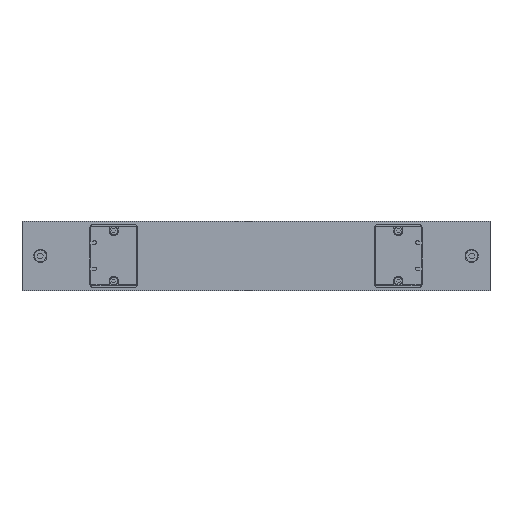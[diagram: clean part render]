
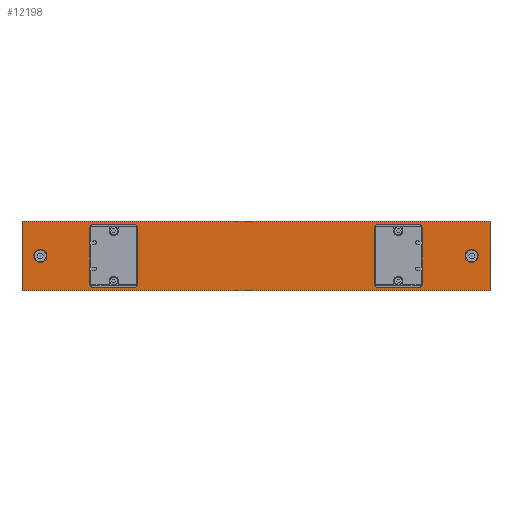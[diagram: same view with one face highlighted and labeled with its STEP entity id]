
A CAD part, top view. The second image highlights one B-rep face of the part: STEP entity #12198.
In plain terms, the highlighted planar face has unit normal (0, 0, 1).
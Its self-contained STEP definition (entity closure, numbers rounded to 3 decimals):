
#105=LINE('',#18140,#1128);
#109=LINE('',#18152,#1132);
#113=LINE('',#18164,#1136);
#117=LINE('',#18176,#1140);
#124=LINE('',#18203,#1147);
#128=LINE('',#18215,#1151);
#132=LINE('',#18227,#1155);
#136=LINE('',#18239,#1159);
#150=LINE('',#18270,#1173);
#152=LINE('',#18274,#1175);
#153=LINE('',#18276,#1176);
#154=LINE('',#18277,#1177);
#1128=VECTOR('',#14439,2.441);
#1132=VECTOR('',#14451,1.811);
#1136=VECTOR('',#14463,2.441);
#1140=VECTOR('',#14475,1.811);
#1147=VECTOR('',#14506,2.441);
#1151=VECTOR('',#14518,1.811);
#1155=VECTOR('',#14530,2.441);
#1159=VECTOR('',#14542,1.811);
#1173=VECTOR('',#14574,20.079);
#1175=VECTOR('',#14578,3.);
#1176=VECTOR('',#14579,20.079);
#1177=VECTOR('',#14580,3.);
#2249=PLANE('',#13152);
#2742=FACE_BOUND('',#3966,.T.);
#2743=FACE_BOUND('',#3967,.T.);
#2744=FACE_BOUND('',#3968,.T.);
#2745=FACE_BOUND('',#3969,.T.);
#3134=FACE_OUTER_BOUND('',#3965,.T.);
#3965=EDGE_LOOP('',(#8263,#8264,#8265,#8266));
#3966=EDGE_LOOP('',(#8267));
#3967=EDGE_LOOP('',(#8268));
#3968=EDGE_LOOP('',(#8269,#8270,#8271,#8272,#8273,#8274,#8275,#8276));
#3969=EDGE_LOOP('',(#8277,#8278,#8279,#8280,#8281,#8282,#8283,#8284));
#5083=CIRCLE('',#13075,0.281);
#5093=CIRCLE('',#13092,0.281);
#5101=CIRCLE('',#13109,0.118);
#5103=CIRCLE('',#13113,0.118);
#5105=CIRCLE('',#13117,0.118);
#5107=CIRCLE('',#13121,0.118);
#5111=CIRCLE('',#13133,0.118);
#5113=CIRCLE('',#13137,0.118);
#5115=CIRCLE('',#13141,0.118);
#5117=CIRCLE('',#13145,0.118);
#5485=VERTEX_POINT('',#17943);
#5495=VERTEX_POINT('',#17970);
#5516=VERTEX_POINT('',#18137);
#5517=VERTEX_POINT('',#18139);
#5519=VERTEX_POINT('',#18145);
#5521=VERTEX_POINT('',#18151);
#5523=VERTEX_POINT('',#18157);
#5525=VERTEX_POINT('',#18163);
#5527=VERTEX_POINT('',#18169);
#5529=VERTEX_POINT('',#18175);
#5536=VERTEX_POINT('',#18200);
#5537=VERTEX_POINT('',#18202);
#5539=VERTEX_POINT('',#18208);
#5541=VERTEX_POINT('',#18214);
#5543=VERTEX_POINT('',#18220);
#5545=VERTEX_POINT('',#18226);
#5547=VERTEX_POINT('',#18232);
#5549=VERTEX_POINT('',#18238);
#5556=VERTEX_POINT('',#18267);
#5557=VERTEX_POINT('',#18269);
#5558=VERTEX_POINT('',#18273);
#5559=VERTEX_POINT('',#18275);
#6581=EDGE_CURVE('',#5485,#5485,#5083,.T.);
#6591=EDGE_CURVE('',#5495,#5495,#5093,.T.);
#6614=EDGE_CURVE('',#5517,#5516,#105,.T.);
#6617=EDGE_CURVE('',#5519,#5517,#5101,.T.);
#6620=EDGE_CURVE('',#5521,#5519,#109,.T.);
#6623=EDGE_CURVE('',#5523,#5521,#5103,.T.);
#6626=EDGE_CURVE('',#5525,#5523,#113,.T.);
#6629=EDGE_CURVE('',#5527,#5525,#5105,.T.);
#6632=EDGE_CURVE('',#5529,#5527,#117,.T.);
#6635=EDGE_CURVE('',#5516,#5529,#5107,.T.);
#6645=EDGE_CURVE('',#5537,#5536,#124,.T.);
#6648=EDGE_CURVE('',#5539,#5537,#5111,.T.);
#6651=EDGE_CURVE('',#5541,#5539,#128,.T.);
#6654=EDGE_CURVE('',#5543,#5541,#5113,.T.);
#6657=EDGE_CURVE('',#5545,#5543,#132,.T.);
#6660=EDGE_CURVE('',#5547,#5545,#5115,.T.);
#6663=EDGE_CURVE('',#5549,#5547,#136,.T.);
#6666=EDGE_CURVE('',#5536,#5549,#5117,.T.);
#6679=EDGE_CURVE('',#5557,#5556,#150,.T.);
#6681=EDGE_CURVE('',#5556,#5558,#152,.T.);
#6682=EDGE_CURVE('',#5559,#5558,#153,.T.);
#6683=EDGE_CURVE('',#5559,#5557,#154,.T.);
#8263=ORIENTED_EDGE('',*,*,#6681,.T.);
#8264=ORIENTED_EDGE('',*,*,#6682,.F.);
#8265=ORIENTED_EDGE('',*,*,#6683,.T.);
#8266=ORIENTED_EDGE('',*,*,#6679,.T.);
#8267=ORIENTED_EDGE('',*,*,#6581,.T.);
#8268=ORIENTED_EDGE('',*,*,#6591,.T.);
#8269=ORIENTED_EDGE('',*,*,#6614,.T.);
#8270=ORIENTED_EDGE('',*,*,#6635,.T.);
#8271=ORIENTED_EDGE('',*,*,#6632,.T.);
#8272=ORIENTED_EDGE('',*,*,#6629,.T.);
#8273=ORIENTED_EDGE('',*,*,#6626,.T.);
#8274=ORIENTED_EDGE('',*,*,#6623,.T.);
#8275=ORIENTED_EDGE('',*,*,#6620,.T.);
#8276=ORIENTED_EDGE('',*,*,#6617,.T.);
#8277=ORIENTED_EDGE('',*,*,#6645,.T.);
#8278=ORIENTED_EDGE('',*,*,#6666,.T.);
#8279=ORIENTED_EDGE('',*,*,#6663,.T.);
#8280=ORIENTED_EDGE('',*,*,#6660,.T.);
#8281=ORIENTED_EDGE('',*,*,#6657,.T.);
#8282=ORIENTED_EDGE('',*,*,#6654,.T.);
#8283=ORIENTED_EDGE('',*,*,#6651,.T.);
#8284=ORIENTED_EDGE('',*,*,#6648,.T.);
#12198=ADVANCED_FACE('',(#3134,#2742,#2743,#2744,#2745),#2249,.T.);
#13075=AXIS2_PLACEMENT_3D('',#17944,#14365,#14366);
#13092=AXIS2_PLACEMENT_3D('',#17971,#14399,#14400);
#13109=AXIS2_PLACEMENT_3D('',#18146,#14445,#14446);
#13113=AXIS2_PLACEMENT_3D('',#18158,#14457,#14458);
#13117=AXIS2_PLACEMENT_3D('',#18170,#14469,#14470);
#13121=AXIS2_PLACEMENT_3D('',#18180,#14481,#14482);
#13133=AXIS2_PLACEMENT_3D('',#18209,#14512,#14513);
#13137=AXIS2_PLACEMENT_3D('',#18221,#14524,#14525);
#13141=AXIS2_PLACEMENT_3D('',#18233,#14536,#14537);
#13145=AXIS2_PLACEMENT_3D('',#18243,#14548,#14549);
#13152=AXIS2_PLACEMENT_3D('',#18272,#14576,#14577);
#14365=DIRECTION('center_axis',(0.,0.,
-1.));
#14366=DIRECTION('ref_axis',(1.,0.,0.));
#14399=DIRECTION('center_axis',(0.,0.,
-1.));
#14400=DIRECTION('ref_axis',(1.,0.,0.));
#14439=DIRECTION('',(0.,1.,0.));
#14445=DIRECTION('center_axis',(0.,0.,
-1.));
#14446=DIRECTION('ref_axis',(1.,0.,0.));
#14451=DIRECTION('',(-1.,0.,0.));
#14457=DIRECTION('center_axis',(0.,0.,
-1.));
#14458=DIRECTION('ref_axis',(0.,1.,0.));
#14463=DIRECTION('',(0.,-1.,0.));
#14469=DIRECTION('center_axis',(0.,0.,
-1.));
#14470=DIRECTION('ref_axis',(-1.,0.,0.));
#14475=DIRECTION('',(1.,0.,0.));
#14481=DIRECTION('center_axis',(0.,0.,
-1.));
#14482=DIRECTION('ref_axis',(0.,-1.,0.));
#14506=DIRECTION('',(0.,1.,0.));
#14512=DIRECTION('center_axis',(0.,0.,
-1.));
#14513=DIRECTION('ref_axis',(1.,0.,0.));
#14518=DIRECTION('',(-1.,0.,0.));
#14524=DIRECTION('center_axis',(0.,0.,
-1.));
#14525=DIRECTION('ref_axis',(0.,1.,0.));
#14530=DIRECTION('',(0.,-1.,0.));
#14536=DIRECTION('center_axis',(0.,0.,
-1.));
#14537=DIRECTION('ref_axis',(-1.,0.,0.));
#14542=DIRECTION('',(1.,0.,0.));
#14548=DIRECTION('center_axis',(0.,0.,
-1.));
#14549=DIRECTION('ref_axis',(0.,-1.,0.));
#14574=DIRECTION('',(-1.,0.,0.));
#14576=DIRECTION('center_axis',(0.,0.,
1.));
#14577=DIRECTION('ref_axis',(1.,0.,0.));
#14578=DIRECTION('',(0.,-1.,0.));
#14579=DIRECTION('',(-1.,0.,0.));
#14580=DIRECTION('',(0.,1.,0.));
#17943=CARTESIAN_POINT('',(-19.01,11.676,4.603));
#17944=CARTESIAN_POINT('Origin',(-19.291,11.676,4.603));
#17970=CARTESIAN_POINT('',(-0.506,11.676,4.603));
#17971=CARTESIAN_POINT('Origin',(-0.787,11.676,4.603));
#18137=CARTESIAN_POINT('',(-17.165,12.897,4.603));
#18139=CARTESIAN_POINT('',(-17.165,10.456,4.603));
#18140=CARTESIAN_POINT('',(-17.165,13.036,4.603));
#18145=CARTESIAN_POINT('',(-17.047,10.337,4.603));
#18146=CARTESIAN_POINT('Origin',(-17.047,10.456,4.603));
#18151=CARTESIAN_POINT('',(-15.236,10.337,4.603));
#18152=CARTESIAN_POINT('',(-8.524,10.337,4.603));
#18157=CARTESIAN_POINT('',(-15.118,10.456,4.603));
#18158=CARTESIAN_POINT('Origin',(-15.236,10.456,4.603));
#18163=CARTESIAN_POINT('',(-15.118,12.897,4.603));
#18164=CARTESIAN_POINT('',(-15.118,11.816,4.603));
#18169=CARTESIAN_POINT('',(-15.236,13.015,4.603));
#18170=CARTESIAN_POINT('Origin',(-15.236,12.897,4.603));
#18175=CARTESIAN_POINT('',(-17.047,13.015,4.603));
#18176=CARTESIAN_POINT('',(-7.618,13.015,4.603));
#18180=CARTESIAN_POINT('Origin',(-17.047,12.897,4.603));
#18200=CARTESIAN_POINT('',(-4.961,12.897,4.603));
#18202=CARTESIAN_POINT('',(-4.961,10.456,4.603));
#18203=CARTESIAN_POINT('',(-4.961,13.036,4.603));
#18208=CARTESIAN_POINT('',(-4.843,10.337,4.603));
#18209=CARTESIAN_POINT('Origin',(-4.843,10.456,4.603));
#18214=CARTESIAN_POINT('',(-3.031,10.337,4.603));
#18215=CARTESIAN_POINT('',(-2.421,10.337,4.603));
#18220=CARTESIAN_POINT('',(-2.913,10.456,4.603));
#18221=CARTESIAN_POINT('Origin',(-3.031,10.456,4.603));
#18226=CARTESIAN_POINT('',(-2.913,12.897,4.603));
#18227=CARTESIAN_POINT('',(-2.913,11.816,4.603));
#18232=CARTESIAN_POINT('',(-3.031,13.015,4.603));
#18233=CARTESIAN_POINT('Origin',(-3.031,12.897,4.603));
#18238=CARTESIAN_POINT('',(-4.843,13.015,4.603));
#18239=CARTESIAN_POINT('',(-1.516,13.015,4.603));
#18243=CARTESIAN_POINT('Origin',(-4.843,12.897,4.603));
#18267=CARTESIAN_POINT('',(-20.079,13.176,4.603));
#18269=CARTESIAN_POINT('',(0.,13.176,4.603));
#18270=CARTESIAN_POINT('',(0.,13.176,4.603));
#18272=CARTESIAN_POINT('Origin',(0.,13.176,
4.603));
#18273=CARTESIAN_POINT('',(-20.079,10.176,4.603));
#18274=CARTESIAN_POINT('',(-20.079,10.176,4.603));
#18275=CARTESIAN_POINT('',(0.,10.176,4.603));
#18276=CARTESIAN_POINT('',(0.,10.176,4.603));
#18277=CARTESIAN_POINT('',(0.,10.176,4.603));
